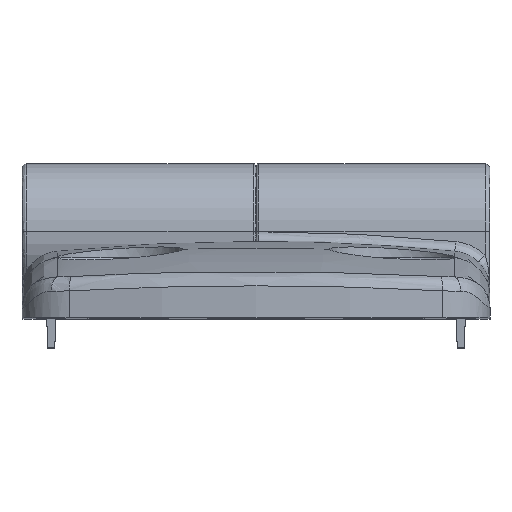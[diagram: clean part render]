
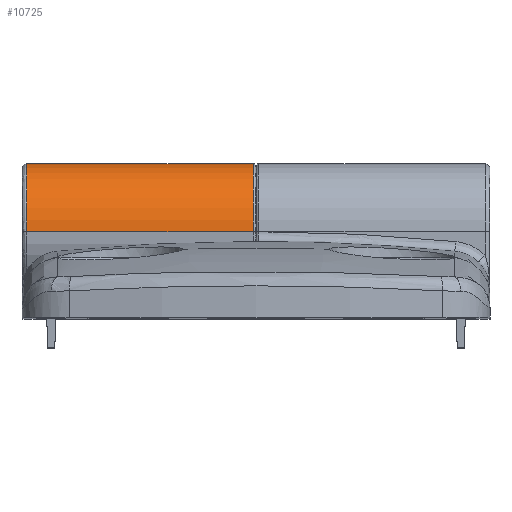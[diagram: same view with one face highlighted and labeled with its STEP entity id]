
A CAD part, top view. The second image highlights one B-rep face of the part: STEP entity #10725.
In plain terms, the highlighted cylindrical face has radius 7 mm (diameter 14 mm), a partial arc.
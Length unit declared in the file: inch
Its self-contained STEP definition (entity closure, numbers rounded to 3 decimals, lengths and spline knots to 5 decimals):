
#717 = CARTESIAN_POINT ( 'NONE',  ( -2.25296, 0.47217, 0.50264 ) ) ;
#812 = EDGE_CURVE ( 'NONE', #3043, #8159, #2438, .T. ) ;
#1192 = CIRCLE ( 'NONE', #3692, 0.27559 ) ;
#1889 = ORIENTED_EDGE ( 'NONE', *, *, #812, .T. ) ;
#1932 = LINE ( 'NONE', #11707, #3143 ) ;
#2438 = LINE ( 'NONE', #10195, #9830 ) ;
#2800 = CARTESIAN_POINT ( 'NONE',  ( -0.38288, 0.47217, 0.77823 ) ) ;
#3043 = VERTEX_POINT ( 'NONE', #11772 ) ;
#3143 = VECTOR ( 'NONE', #10652, 39.37008 ) ;
#3241 = CIRCLE ( 'NONE', #11393, 0.27559 ) ;
#3308 = EDGE_CURVE ( 'NONE', #4896, #8159, #3241, .T. ) ;
#3323 = DIRECTION ( 'NONE',  ( -1., 0., 0. ) ) ;
#3692 = AXIS2_PLACEMENT_3D ( 'NONE', #4709, #11463, #5691 ) ;
#4164 = ORIENTED_EDGE ( 'NONE', *, *, #6780, .F. ) ;
#4709 = CARTESIAN_POINT ( 'NONE',  ( -1.33958, 0.47217, 0.77823 ) ) ;
#4896 = VERTEX_POINT ( 'NONE', #7763 ) ;
#5691 = DIRECTION ( 'NONE',  ( 0., 0., 1. ) ) ;
#6780 = EDGE_CURVE ( 'NONE', #10499, #4896, #1932, .T. ) ;
#7177 = FACE_OUTER_BOUND ( 'NONE', #10758, .T. ) ;
#7553 = ORIENTED_EDGE ( 'NONE', *, *, #10231, .T. ) ;
#7679 = AXIS2_PLACEMENT_3D ( 'NONE', #2800, #11446, #9539 ) ;
#7763 = CARTESIAN_POINT ( 'NONE',  ( -2.25296, 0.47217, 1.05382 ) ) ;
#8159 = VERTEX_POINT ( 'NONE', #717 ) ;
#8541 = CYLINDRICAL_SURFACE ( 'NONE', #7679, 0.27559 ) ;
#8991 = CARTESIAN_POINT ( 'NONE',  ( -1.33958, 0.47217, 1.05382 ) ) ;
#9074 = CARTESIAN_POINT ( 'NONE',  ( -2.25296, 0.47217, 0.77823 ) ) ;
#9539 = DIRECTION ( 'NONE',  ( 0., 0., 1. ) ) ;
#9830 = VECTOR ( 'NONE', #12279, 39.37008 ) ;
#10050 = DIRECTION ( 'NONE',  ( 0., 0., 1. ) ) ;
#10195 = CARTESIAN_POINT ( 'NONE',  ( -0.38288, 0.47217, 0.50264 ) ) ;
#10231 = EDGE_CURVE ( 'NONE', #10499, #3043, #1192, .T. ) ;
#10499 = VERTEX_POINT ( 'NONE', #8991 ) ;
#10652 = DIRECTION ( 'NONE',  ( -1., 0., 0. ) ) ;
#10725 = ADVANCED_FACE ( 'NONE', ( #7177 ), #8541, .T. ) ;
#10758 = EDGE_LOOP ( 'NONE', ( #4164, #7553, #1889, #11418 ) ) ;
#11393 = AXIS2_PLACEMENT_3D ( 'NONE', #9074, #3323, #10050 ) ;
#11418 = ORIENTED_EDGE ( 'NONE', *, *, #3308, .F. ) ;
#11446 = DIRECTION ( 'NONE',  ( -1., 0., 0. ) ) ;
#11463 = DIRECTION ( 'NONE',  ( -1., 0., 0. ) ) ;
#11707 = CARTESIAN_POINT ( 'NONE',  ( -0.38288, 0.47217, 1.05382 ) ) ;
#11772 = CARTESIAN_POINT ( 'NONE',  ( -1.33958, 0.47217, 0.50264 ) ) ;
#12279 = DIRECTION ( 'NONE',  ( -1., 0., 0. ) ) ;
